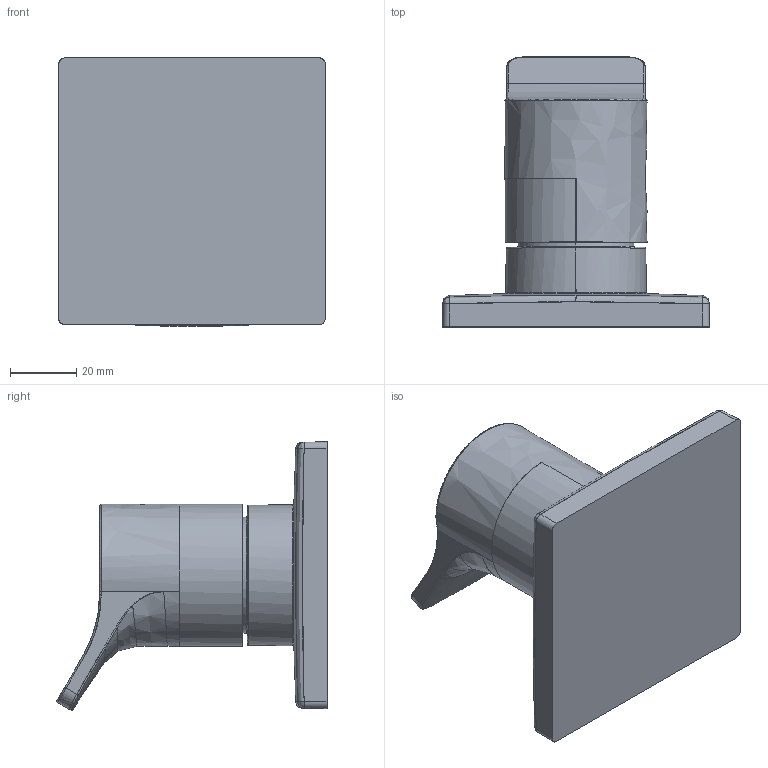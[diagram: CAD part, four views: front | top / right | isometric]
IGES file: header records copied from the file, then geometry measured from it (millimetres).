
Start section:  PTC IGES file: a41454_asm.igs
Global section: file name: 31H; native system: Rhinoceros ( Sep 13 2016 ); preprocessor: Trout Lake IGES 012 Sep 13 2016; date: 170913.080213; units: millimetre
Bounding box: 80.35 x 81.32 x 80.82 mm (x, y, z)
Surface area: 28751.2 mm2 (no closed solid volume)
Topology: 0 solids, 0 shells, 81 faces, 1216 edges, 1215 vertices
Faces by surface type: bspline 81
